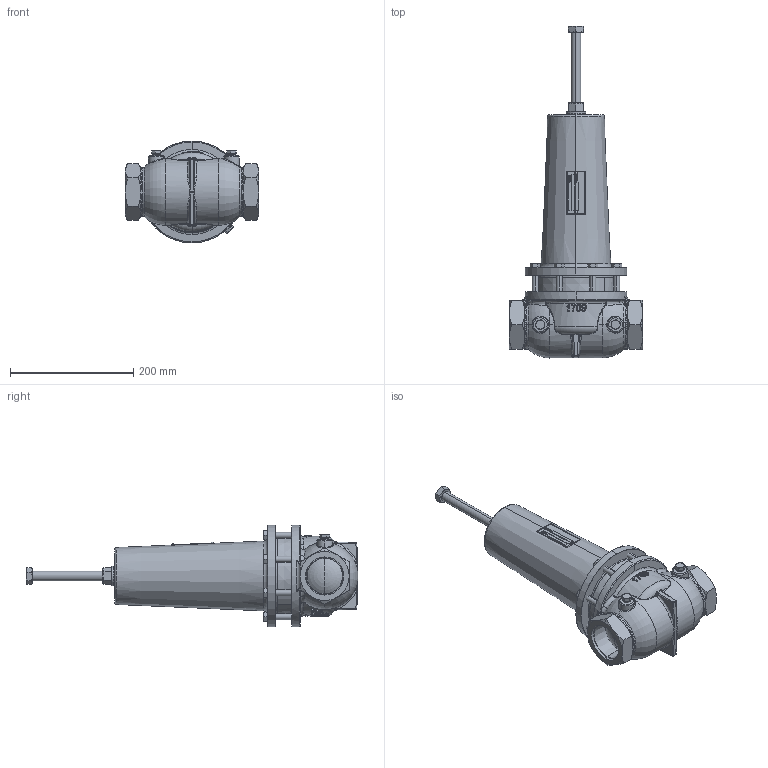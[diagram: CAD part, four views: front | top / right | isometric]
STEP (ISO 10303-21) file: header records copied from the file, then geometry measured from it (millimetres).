
FILE_DESCRIPTION (( 'STEP AP203' ), '1' );
FILE_NAME ('2 INCH 230 SMT ADA D (ATC3).STEP', '2014-01-22T19:45:13', ( 'PCTech' ), ( 'Microsoft' ), 'SwSTEP 2.0', 'SolidWorks 2013', '' );
FILE_SCHEMA (( 'CONFIG_CONTROL_DESIGN' ));
Length unit declared in the file: inch
Products named in the file (1): 2 INCH 230 SMT ADA D (ATC3)
Bounding box: 215.9 x 538.26 x 165.1 mm (x, y, z)
Volume: 4720393.1 mm3; surface area: 377773.1 mm2
Topology: 21 solids, 21 shells, 1371 faces, 3427 edges, 2134 vertices
Faces by surface type: plane 561, bspline 386, cone 189, cylinder 135, torus 67, sphere 33
Entity records: 68043 total; most frequent: CARTESIAN_POINT 38537, ORIENTED_EDGE 6754, DIRECTION 5119, EDGE_CURVE 3377, VERTEX_POINT 2132, AXIS2_PLACEMENT_3D 1928, EDGE_LOOP 1455, FACE_OUTER_BOUND 1371
